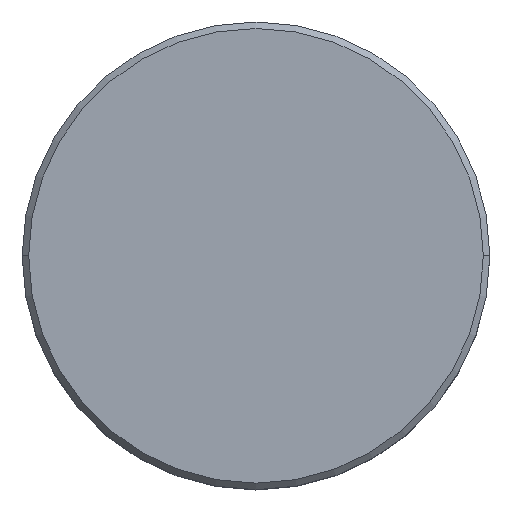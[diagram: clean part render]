
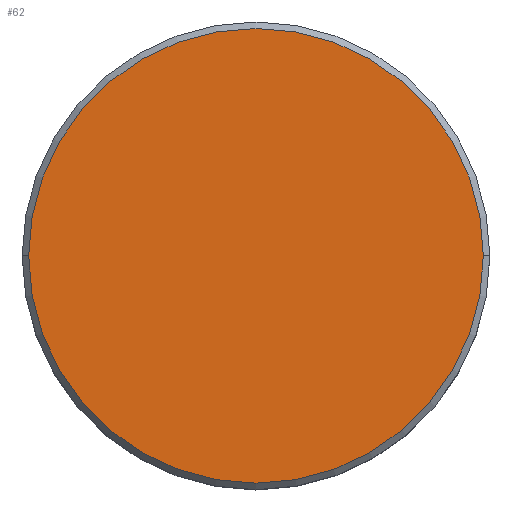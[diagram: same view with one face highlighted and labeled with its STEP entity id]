
A CAD part, top view. The second image highlights one B-rep face of the part: STEP entity #62.
In plain terms, the highlighted planar face has unit normal (0, 0, 1).
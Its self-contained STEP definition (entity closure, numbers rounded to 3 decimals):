
#20 = CARTESIAN_POINT ( 'NONE',  ( -17.5, 0., 0. ) ) ;
#30 = CARTESIAN_POINT ( 'NONE',  ( 0., 0., 0. ) ) ;
#55 = AXIS2_PLACEMENT_3D ( 'NONE', #30, #105, #177 ) ;
#56 = CARTESIAN_POINT ( 'NONE',  ( 0., 0., 0. ) ) ;
#62 = ADVANCED_FACE ( 'NONE', ( #310 ), #352, .T. ) ;
#93 = AXIS2_PLACEMENT_3D ( 'NONE', #56, #339, #383 ) ;
#105 = DIRECTION ( 'NONE',  ( 0., 0., 1. ) ) ;
#109 = CARTESIAN_POINT ( 'NONE',  ( 17.5, 0., 0. ) ) ;
#121 = DIRECTION ( 'NONE',  ( 1., 0., 0. ) ) ;
#124 = CIRCLE ( 'NONE', #440, 17.5 ) ;
#129 = EDGE_CURVE ( 'NONE', #152, #434, #124, .T. ) ;
#136 = CIRCLE ( 'NONE', #93, 17.5 ) ;
#147 = ORIENTED_EDGE ( 'NONE', *, *, #419, .T. ) ;
#152 = VERTEX_POINT ( 'NONE', #109 ) ;
#177 = DIRECTION ( 'NONE',  ( 1., 0., 0. ) ) ;
#197 = ORIENTED_EDGE ( 'NONE', *, *, #129, .T. ) ;
#238 = EDGE_LOOP ( 'NONE', ( #147, #197 ) ) ;
#287 = CARTESIAN_POINT ( 'NONE',  ( 0., 0., 0. ) ) ;
#310 = FACE_OUTER_BOUND ( 'NONE', #238, .T. ) ;
#319 = DIRECTION ( 'NONE',  ( 0., 0., 1. ) ) ;
#339 = DIRECTION ( 'NONE',  ( 0., 0., 1. ) ) ;
#352 = PLANE ( 'NONE',  #55 ) ;
#383 = DIRECTION ( 'NONE',  ( 1., 0., 0. ) ) ;
#419 = EDGE_CURVE ( 'NONE', #434, #152, #136, .T. ) ;
#434 = VERTEX_POINT ( 'NONE', #20 ) ;
#440 = AXIS2_PLACEMENT_3D ( 'NONE', #287, #319, #121 ) ;
